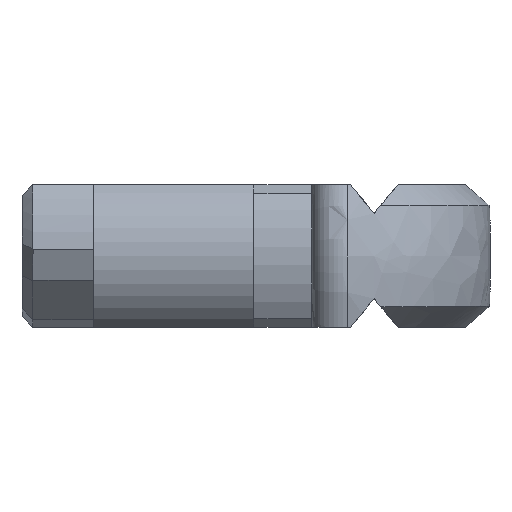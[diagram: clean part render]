
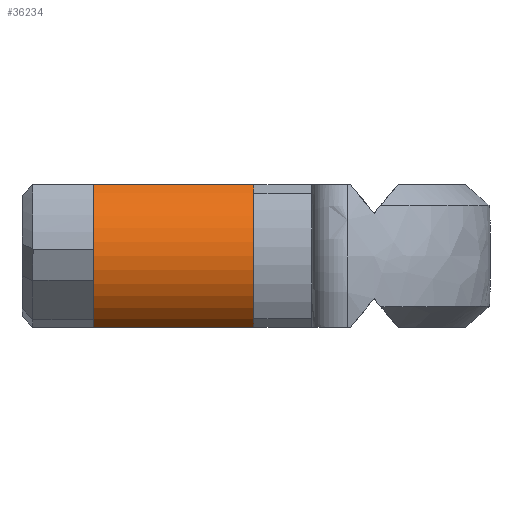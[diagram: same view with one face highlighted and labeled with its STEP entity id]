
A CAD part, front view. The second image highlights one B-rep face of the part: STEP entity #36234.
In plain terms, the highlighted cylindrical face has radius 2.4 mm (diameter 4.8 mm), a partial arc.
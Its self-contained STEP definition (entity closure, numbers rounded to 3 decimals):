
#722 = PLANE('',#723);
#723 = AXIS2_PLACEMENT_3D('',#724,#725,#726);
#724 = CARTESIAN_POINT('',(-6.25,-6.25,2.));
#725 = DIRECTION('',(0.,0.,1.));
#726 = DIRECTION('',(0.,1.,0.));
#14715 = VERTEX_POINT('',#14716);
#14716 = CARTESIAN_POINT('',(-6.125,-1.327,2.));
#14730 = PLANE('',#14731);
#14731 = AXIS2_PLACEMENT_3D('',#14732,#14733,#14734);
#14732 = CARTESIAN_POINT('',(-6.125,2.4,0.));
#14733 = DIRECTION('',(1.,0.,0.));
#14734 = DIRECTION('',(0.,0.,-1.));
#14742 = EDGE_CURVE('',#14715,#14743,#14745,.T.);
#14743 = VERTEX_POINT('',#14744);
#14744 = CARTESIAN_POINT('',(-1.625,-1.327,2.));
#14745 = SURFACE_CURVE('',#14746,(#14750,#14757),.PCURVE_S1.);
#14746 = LINE('',#14747,#14748);
#14747 = CARTESIAN_POINT('',(-3.875,-1.327,2.));
#14748 = VECTOR('',#14749,1.);
#14749 = DIRECTION('',(1.,0.,0.));
#14750 = PCURVE('',#722,#14751);
#14751 = DEFINITIONAL_REPRESENTATION('',(#14752),#14756);
#14752 = LINE('',#14753,#14754);
#14753 = CARTESIAN_POINT('',(4.923,-2.375));
#14754 = VECTOR('',#14755,1.);
#14755 = DIRECTION('',(0.,-1.));
#14756 = ( GEOMETRIC_REPRESENTATION_CONTEXT(2) 
PARAMETRIC_REPRESENTATION_CONTEXT() REPRESENTATION_CONTEXT('2D SPACE',''
  ) );
#14757 = PCURVE('',#14758,#14763);
#14758 = CYLINDRICAL_SURFACE('',#14759,2.4);
#14759 = AXIS2_PLACEMENT_3D('',#14760,#14761,#14762);
#14760 = CARTESIAN_POINT('',(-3.875,0.,
    0.));
#14761 = DIRECTION('',(1.,0.,0.));
#14762 = DIRECTION('',(0.,-1.,0.));
#14763 = DEFINITIONAL_REPRESENTATION('',(#14764),#14768);
#14764 = LINE('',#14765,#14766);
#14765 = CARTESIAN_POINT('',(5.298,0.));
#14766 = VECTOR('',#14767,1.);
#14767 = DIRECTION('',(0.,1.));
#14768 = ( GEOMETRIC_REPRESENTATION_CONTEXT(2) 
PARAMETRIC_REPRESENTATION_CONTEXT() REPRESENTATION_CONTEXT('2D SPACE',''
  ) );
#14786 = PLANE('',#14787);
#14787 = AXIS2_PLACEMENT_3D('',#14788,#14789,#14790);
#14788 = CARTESIAN_POINT('',(-1.625,3.3,0.)
  );
#14789 = DIRECTION('',(-1.,0.,0.));
#14790 = DIRECTION('',(0.,0.,1.));
#31785 = PLANE('',#31786);
#31786 = AXIS2_PLACEMENT_3D('',#31787,#31788,#31789);
#31787 = CARTESIAN_POINT('',(-6.25,6.25,-2.));
#31788 = DIRECTION('',(0.,0.,-1.));
#31789 = DIRECTION('',(0.,-1.,0.));
#34206 = VERTEX_POINT('',#34207);
#34207 = CARTESIAN_POINT('',(-1.625,-1.327,-2.));
#34228 = EDGE_CURVE('',#34206,#34229,#34231,.T.);
#34229 = VERTEX_POINT('',#34230);
#34230 = CARTESIAN_POINT('',(-6.125,-1.327,-2.));
#34231 = SURFACE_CURVE('',#34232,(#34236,#34243),.PCURVE_S1.);
#34232 = LINE('',#34233,#34234);
#34233 = CARTESIAN_POINT('',(-3.875,-1.327,-2.));
#34234 = VECTOR('',#34235,1.);
#34235 = DIRECTION('',(-1.,0.,0.));
#34236 = PCURVE('',#31785,#34237);
#34237 = DEFINITIONAL_REPRESENTATION('',(#34238),#34242);
#34238 = LINE('',#34239,#34240);
#34239 = CARTESIAN_POINT('',(7.577,-2.375));
#34240 = VECTOR('',#34241,1.);
#34241 = DIRECTION('',(0.,1.));
#34242 = ( GEOMETRIC_REPRESENTATION_CONTEXT(2) 
PARAMETRIC_REPRESENTATION_CONTEXT() REPRESENTATION_CONTEXT('2D SPACE',''
  ) );
#34243 = PCURVE('',#14758,#34244);
#34244 = DEFINITIONAL_REPRESENTATION('',(#34245),#34249);
#34245 = LINE('',#34246,#34247);
#34246 = CARTESIAN_POINT('',(7.268,0.));
#34247 = VECTOR('',#34248,1.);
#34248 = DIRECTION('',(0.,-1.));
#34249 = ( GEOMETRIC_REPRESENTATION_CONTEXT(2) 
PARAMETRIC_REPRESENTATION_CONTEXT() REPRESENTATION_CONTEXT('2D SPACE',''
  ) );
#34663 = EDGE_CURVE('',#14743,#34206,#34664,.T.);
#34664 = SURFACE_CURVE('',#34665,(#34670,#34681),.PCURVE_S1.);
#34665 = CIRCLE('',#34666,2.4);
#34666 = AXIS2_PLACEMENT_3D('',#34667,#34668,#34669);
#34667 = CARTESIAN_POINT('',(-1.625,0.,
    0.));
#34668 = DIRECTION('',(1.,0.,0.));
#34669 = DIRECTION('',(0.,0.,1.));
#34670 = PCURVE('',#14786,#34671);
#34671 = DEFINITIONAL_REPRESENTATION('',(#34672),#34680);
#34672 = ( BOUNDED_CURVE() B_SPLINE_CURVE(2,(#34673,#34674,#34675,#34676
    ,#34677,#34678,#34679),.UNSPECIFIED.,.T.,.F.) 
B_SPLINE_CURVE_WITH_KNOTS((1,2,2,2,2,1),(-2.094,0.,
    2.094,4.189,6.283,8.378),
.UNSPECIFIED.) CURVE() GEOMETRIC_REPRESENTATION_ITEM() 
RATIONAL_B_SPLINE_CURVE((1.,0.5,1.,0.5,1.,0.5,1.)) REPRESENTATION_ITEM(
  '') );
#34673 = CARTESIAN_POINT('',(2.4,-3.3));
#34674 = CARTESIAN_POINT('',(2.4,-7.457));
#34675 = CARTESIAN_POINT('',(-1.2,-5.378));
#34676 = CARTESIAN_POINT('',(-4.8,-3.3));
#34677 = CARTESIAN_POINT('',(-1.2,-1.222));
#34678 = CARTESIAN_POINT('',(2.4,0.857));
#34679 = CARTESIAN_POINT('',(2.4,-3.3));
#34680 = ( GEOMETRIC_REPRESENTATION_CONTEXT(2) 
PARAMETRIC_REPRESENTATION_CONTEXT() REPRESENTATION_CONTEXT('2D SPACE',''
  ) );
#34681 = PCURVE('',#14758,#34682);
#34682 = DEFINITIONAL_REPRESENTATION('',(#34683),#34687);
#34683 = LINE('',#34684,#34685);
#34684 = CARTESIAN_POINT('',(4.712,2.25));
#34685 = VECTOR('',#34686,1.);
#34686 = DIRECTION('',(1.,0.));
#34687 = ( GEOMETRIC_REPRESENTATION_CONTEXT(2) 
PARAMETRIC_REPRESENTATION_CONTEXT() REPRESENTATION_CONTEXT('2D SPACE',''
  ) );
#34943 = EDGE_CURVE('',#14715,#34229,#34944,.T.);
#34944 = SURFACE_CURVE('',#34945,(#34950,#34957),.PCURVE_S1.);
#34945 = CIRCLE('',#34946,2.4);
#34946 = AXIS2_PLACEMENT_3D('',#34947,#34948,#34949);
#34947 = CARTESIAN_POINT('',(-6.125,0.,
    0.));
#34948 = DIRECTION('',(1.,0.,0.));
#34949 = DIRECTION('',(0.,0.,1.));
#34950 = PCURVE('',#14730,#34951);
#34951 = DEFINITIONAL_REPRESENTATION('',(#34952),#34956);
#34952 = CIRCLE('',#34953,2.4);
#34953 = AXIS2_PLACEMENT_2D('',#34954,#34955);
#34954 = CARTESIAN_POINT('',(0.,-2.4));
#34955 = DIRECTION('',(-1.,0.));
#34956 = ( GEOMETRIC_REPRESENTATION_CONTEXT(2) 
PARAMETRIC_REPRESENTATION_CONTEXT() REPRESENTATION_CONTEXT('2D SPACE',''
  ) );
#34957 = PCURVE('',#14758,#34958);
#34958 = DEFINITIONAL_REPRESENTATION('',(#34959),#34963);
#34959 = LINE('',#34960,#34961);
#34960 = CARTESIAN_POINT('',(4.712,-2.25));
#34961 = VECTOR('',#34962,1.);
#34962 = DIRECTION('',(1.,0.));
#34963 = ( GEOMETRIC_REPRESENTATION_CONTEXT(2) 
PARAMETRIC_REPRESENTATION_CONTEXT() REPRESENTATION_CONTEXT('2D SPACE',''
  ) );
#36234 = ADVANCED_FACE('',(#36235),#14758,.T.);
#36235 = FACE_BOUND('',#36236,.T.);
#36236 = EDGE_LOOP('',(#36237,#36238,#36239,#36240));
#36237 = ORIENTED_EDGE('',*,*,#14742,.F.);
#36238 = ORIENTED_EDGE('',*,*,#34943,.T.);
#36239 = ORIENTED_EDGE('',*,*,#34228,.F.);
#36240 = ORIENTED_EDGE('',*,*,#34663,.F.);
